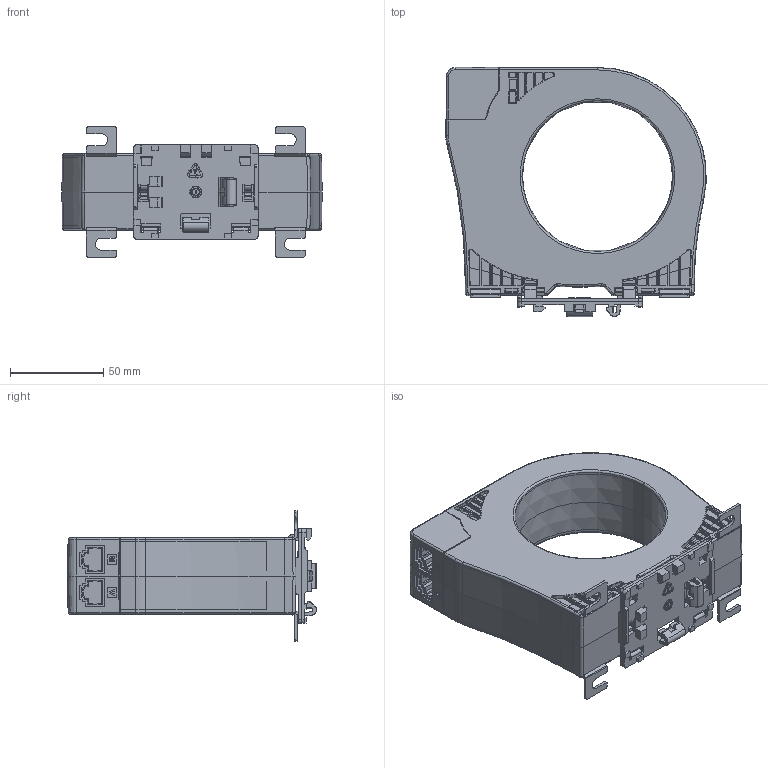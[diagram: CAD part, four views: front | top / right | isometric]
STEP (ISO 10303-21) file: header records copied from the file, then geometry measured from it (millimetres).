
FILE_DESCRIPTION((''),'2;1');
FILE_NAME('PRT0005','2020-11-19T12:26:55',('vmartinez'),(''),'CREO PARAMETRIC BY PTC INC, 2018260','CREO PARAMETRIC BY PTC INC, 2018260','');
FILE_SCHEMA(('AUTOMOTIVE_DESIGN { 1 0 10303 214 1 1 1 1 }'));
Length unit declared in the file: millimetre
Products named in the file (1): PRT0005
Bounding box: 139.9 x 133.87 x 70 mm (x, y, z)
Volume: 334581.7 mm3; surface area: 166541 mm2
Topology: 5 solids, 10 shells, 4892 faces, 13521 edges, 8825 vertices
Faces by surface type: plane 3615, cylinder 643, cone 207, extrusion 178, bspline 174, torus 74, sphere 1
Entity records: 215512 total; most frequent: CARTESIAN_POINT 48428, ORIENTED_EDGE 26842, DIRECTION 22382, PRESENTATION_STYLE_ASSIGNMENT 13920, STYLED_ITEM 13549, CURVE_STYLE 13539, EDGE_CURVE 13521, VECTOR 11116
